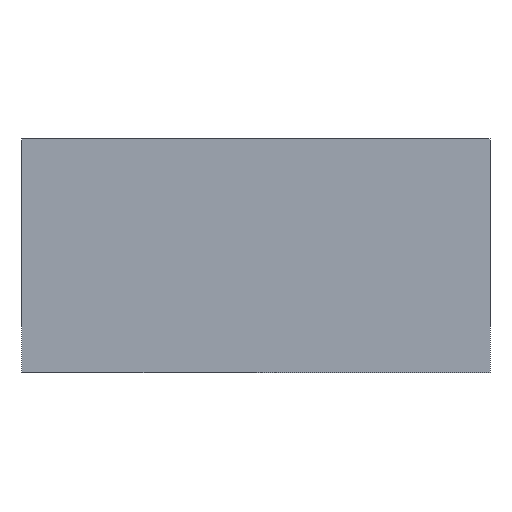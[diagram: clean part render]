
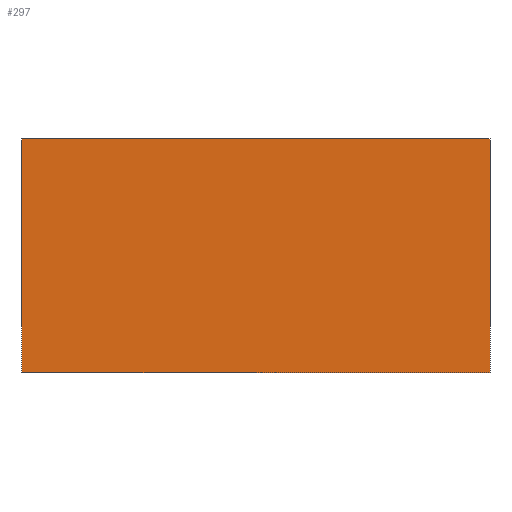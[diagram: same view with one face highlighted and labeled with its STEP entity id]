
A CAD part, front view. The second image highlights one B-rep face of the part: STEP entity #297.
In plain terms, the highlighted planar face has unit normal (0, -1, 0).
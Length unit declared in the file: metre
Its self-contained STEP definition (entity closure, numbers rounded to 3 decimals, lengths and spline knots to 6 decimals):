
#25=LINE('',#466,#53);
#28=LINE('',#474,#56);
#33=LINE('',#484,#61);
#34=LINE('',#486,#62);
#53=VECTOR('',#376,1.);
#56=VECTOR('',#385,1.);
#61=VECTOR('',#392,1.);
#62=VECTOR('',#393,1.);
#99=ORIENTED_EDGE('',*,*,#163,.F.);
#100=ORIENTED_EDGE('',*,*,#172,.F.);
#101=ORIENTED_EDGE('',*,*,#173,.T.);
#102=ORIENTED_EDGE('',*,*,#167,.T.);
#163=EDGE_CURVE('',#201,#202,#25,.T.);
#167=EDGE_CURVE('',#204,#202,#28,.T.);
#172=EDGE_CURVE('',#208,#201,#33,.T.);
#173=EDGE_CURVE('',#208,#204,#34,.T.);
#201=VERTEX_POINT('',#465);
#202=VERTEX_POINT('',#467);
#204=VERTEX_POINT('',#475);
#208=VERTEX_POINT('',#485);
#234=EDGE_LOOP('',(#99,#100,#101,#102));
#262=FACE_BOUND('',#234,.T.);
#284=PLANE('',#334);
#297=ADVANCED_FACE('',(#262),#284,.T.);
#334=AXIS2_PLACEMENT_3D('',#483,#390,#391);
#376=DIRECTION('',(-1.,0.,0.));
#385=DIRECTION('',(0.,0.,-1.));
#390=DIRECTION('',(0.,-1.,0.));
#391=DIRECTION('',(1.,0.,0.));
#392=DIRECTION('',(0.,0.,-1.));
#393=DIRECTION('',(-1.,0.,0.));
#465=CARTESIAN_POINT('',(0.025,-0.04,0.));
#466=CARTESIAN_POINT('',(0.,-0.04,0.));
#467=CARTESIAN_POINT('',(-0.025,-0.04,0.));
#474=CARTESIAN_POINT('',(-0.025,-0.04,0.025));
#475=CARTESIAN_POINT('',(-0.025,-0.04,0.025));
#483=CARTESIAN_POINT('',(0.,-0.04,0.025));
#484=CARTESIAN_POINT('',(0.025,-0.04,0.025));
#485=CARTESIAN_POINT('',(0.025,-0.04,0.025));
#486=CARTESIAN_POINT('',(0.,-0.04,0.025));
